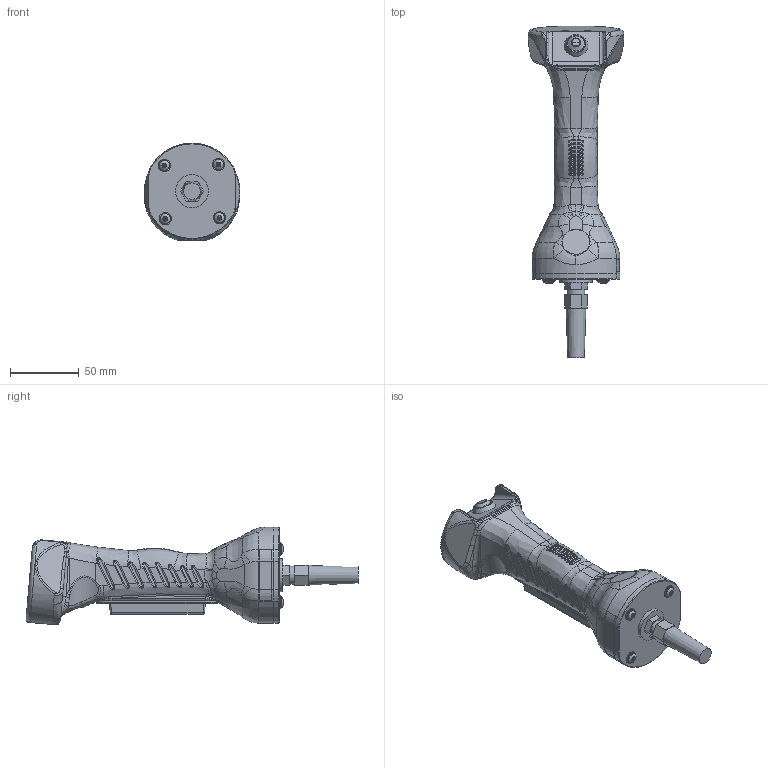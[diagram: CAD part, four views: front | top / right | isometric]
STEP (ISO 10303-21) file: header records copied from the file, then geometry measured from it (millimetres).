
FILE_DESCRIPTION (( 'STEP AP214' ), '1' );
FILE_NAME ('ZEUS01-120000.STEP', '2022-06-29T09:21:26', ( '' ), ( '' ), 'SwSTEP 2.0', 'SolidWorks 2021', '' );
FILE_SCHEMA (( 'AUTOMOTIVE_DESIGN' ));
Length unit declared in the file: inch
Products named in the file (1): ZEUS01-120000
Bounding box: 70 x 242.19 x 71.2 mm (x, y, z)
Volume: 382589.1 mm3; surface area: 78194.9 mm2
Topology: 18 solids, 18 shells, 1363 faces, 3336 edges, 2076 vertices
Faces by surface type: plane 467, cylinder 452, bspline 406, cone 38
Full cylindrical faces by diameter (mm): 1 x5, 2.5 x2, 2.8 x2, 4 x4, 4.05 x1, 4.2 x2, 4.3 x4, 4.4 x2, 4.5 x4, 5 x4, 5.2 x1, 6 x2, 7.5 x4, 7.6 x1, 8.4 x2, 8.6 x1, 8.7 x1, 9 x4, 9.45 x1, 9.5 x1, 10.3 x1, 11 x1, 11.7 x2, 12 x1, 12.4 x1, 13 x1, 14 x1, 17.5 x1, 18.5 x1, 19.7 x1
Entity records: 75618 total; most frequent: CARTESIAN_POINT 47596, ORIENTED_EDGE 6444, DIRECTION 4597, EDGE_CURVE 3222, VERTEX_POINT 2050, AXIS2_PLACEMENT_3D 1688, EDGE_LOOP 1560, FACE_OUTER_BOUND 1434
